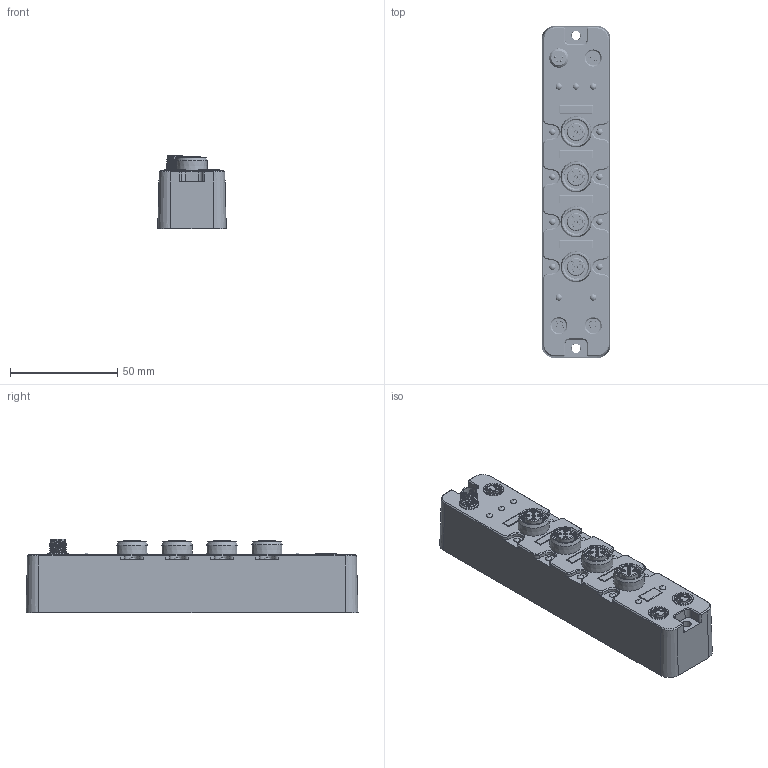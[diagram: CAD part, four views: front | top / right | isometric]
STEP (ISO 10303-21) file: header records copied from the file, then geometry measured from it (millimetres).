
FILE_DESCRIPTION(/* description */ (''),/* implementation_level */ '2;1');
FILE_NAME(/* name */ 'EC金属模拟量压铸金属外壳_市场.stp',/* time_stamp */ '2025-12-22T11:36:48+08:00',/* author */ (''),/* organization */ (''),/* preprocessor_version */ 'ST-DEVELOPER v16',/* originating_system */ 'SIEMENS PLM Software NX 10.0',/* authorisation */ '');
FILE_SCHEMA (('AUTOMOTIVE_DESIGN { 1 0 10303 214 3 1 1 1 }'));
Products named in the file (1): chan6F8C5845nbqi
Bounding box: 32 x 155 x 34.2 mm (x, y, z)
Volume: 14544.3 mm3; surface area: 44502.1 mm2
Topology: 65 solids, 73 shells, 2097 faces, 5285 edges, 3450 vertices
Faces by surface type: plane 912, cylinder 583, cone 272, bspline 255, torus 38, sphere 37
Full cylindrical faces by diameter (mm): 1.06 x24, 1.55 x12, 2.5 x20, 2.98 x13, 3.12 x12, 4.3 x5, 5 x2, 5.7 x4, 5.8 x2, 5.9 x4, 5.96 x3, 6.21 x1, 6.95 x1, 7 x5, 8.64 x1, 9 x1, 9.6 x3, 11.98 x4
Entity records: 104307 total; most frequent: CARTESIAN_POINT 48444, ORIENTED_EDGE 9734, DIRECTION 9027, EDGE_CURVE 4867, AXIS2_PLACEMENT_3D 3538, VERTEX_POINT 3284, EDGE_LOOP 2639, ADVANCED_FACE 2073
